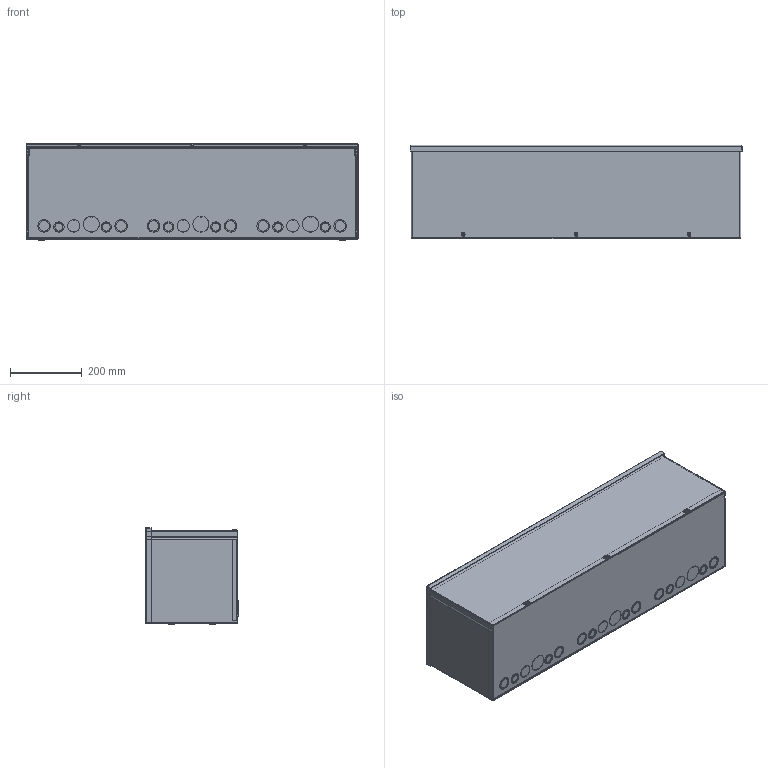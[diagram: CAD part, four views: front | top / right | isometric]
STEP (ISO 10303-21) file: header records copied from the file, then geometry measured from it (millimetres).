
FILE_DESCRIPTION(/* description */ ('RSCG, NEMA 3R, GALV, BLR, 10X10X36'),/* implementation_level */ '2;1');
FILE_NAME(/* name */ 'RSCG101036G.stp',/* time_stamp */ '2015-06-22T21:52:25+05:00',/* author */ ('vdas'),/* organization */ (''),/* preprocessor_version */ 'ST-DEVELOPER v15.2',/* originating_system */ 'Autodesk Inventor 2014',/* authorisation */ '');
FILE_SCHEMA (('AUTOMOTIVE_DESIGN { 1 0 10303 214 3 1 1 }'));
Length unit declared in the file: inch
Products named in the file (8): RSCG101036GBLR; RSCG1036GBTM; RSCG1036GCAP; RSCG36GSTRAP-14GA; RSCG1036GLID; 31813; HFW372196; RSCG101036G
Bounding box: 923.92 x 259.35 x 268 mm (x, y, z)
Volume: 2226441.1 mm3; surface area: 2404316 mm2
Topology: 22 solids, 24 shells, 1247 faces, 3144 edges, 1951 vertices
Faces by surface type: plane 580, cylinder 412, torus 106, bspline 99, cone 50
Full cylindrical faces by diameter (mm): 3.68 x6, 4.826 x48, 6.35 x5, 7.144 x4, 7.925 x3, 10.516 x3
Entity records: 38929 total; most frequent: CARTESIAN_POINT 12566, ORIENTED_EDGE 5330, DIRECTION 5127, EDGE_CURVE 2593, AXIS2_PLACEMENT_3D 1837, VERTEX_POINT 1633, LINE 1453, VECTOR 1453
